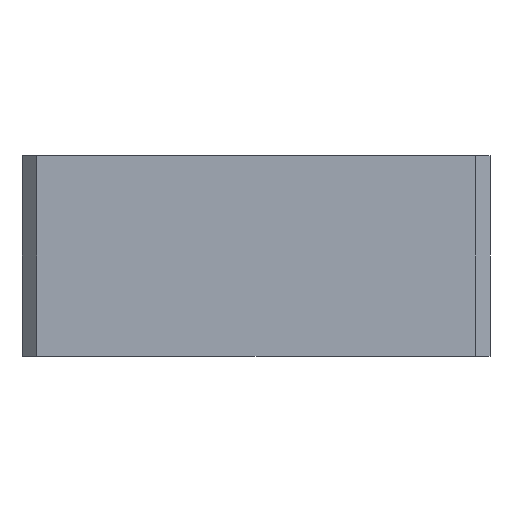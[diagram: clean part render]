
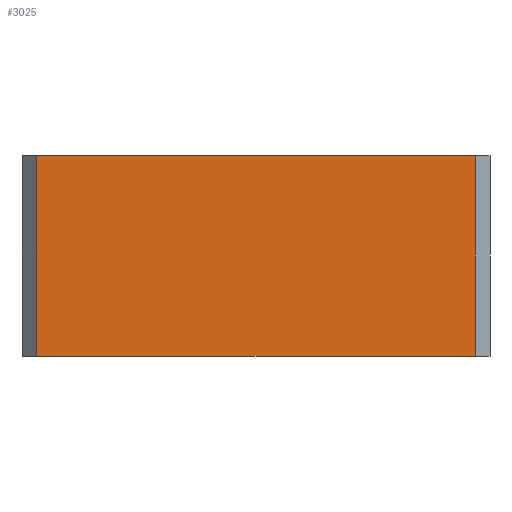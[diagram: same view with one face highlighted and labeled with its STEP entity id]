
A CAD part, front view. The second image highlights one B-rep face of the part: STEP entity #3025.
In plain terms, the highlighted planar face has unit normal (0, -1, 0).
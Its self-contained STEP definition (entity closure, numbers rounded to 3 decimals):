
#277 = PLANE('',#278);
#278 = AXIS2_PLACEMENT_3D('',#279,#280,#281);
#279 = CARTESIAN_POINT('',(0.,0.,13.7));
#280 = DIRECTION('',(0.,0.,1.));
#281 = DIRECTION('',(1.,0.,-0.));
#506 = PLANE('',#507);
#507 = AXIS2_PLACEMENT_3D('',#508,#509,#510);
#508 = CARTESIAN_POINT('',(0.,0.,0.));
#509 = DIRECTION('',(0.,0.,1.));
#510 = DIRECTION('',(1.,0.,-0.));
#2919 = EDGE_CURVE('',#2920,#2922,#2924,.T.);
#2920 = VERTEX_POINT('',#2921);
#2921 = CARTESIAN_POINT('',(15.,0.,0.));
#2922 = VERTEX_POINT('',#2923);
#2923 = CARTESIAN_POINT('',(15.,0.,13.7));
#2924 = SURFACE_CURVE('',#2925,(#2929,#2941),.PCURVE_S1.);
#2925 = LINE('',#2926,#2927);
#2926 = CARTESIAN_POINT('',(15.,0.,6.85));
#2927 = VECTOR('',#2928,1.);
#2928 = DIRECTION('',(0.,0.,1.));
#2929 = PCURVE('',#2930,#2935);
#2930 = PLANE('',#2931);
#2931 = AXIS2_PLACEMENT_3D('',#2932,#2933,#2934);
#2932 = CARTESIAN_POINT('',(15.,0.,-2.74));
#2933 = DIRECTION('',(-0.707,0.707,0.));
#2934 = DIRECTION('',(0.,0.,1.));
#2935 = DEFINITIONAL_REPRESENTATION('',(#2936),#2940);
#2936 = LINE('',#2937,#2938);
#2937 = CARTESIAN_POINT('',(9.59,0.));
#2938 = VECTOR('',#2939,1.);
#2939 = DIRECTION('',(1.,0.));
#2940 = ( GEOMETRIC_REPRESENTATION_CONTEXT(2) 
PARAMETRIC_REPRESENTATION_CONTEXT() REPRESENTATION_CONTEXT('2D SPACE',''
  ) );
#2941 = PCURVE('',#2942,#2947);
#2942 = PLANE('',#2943);
#2943 = AXIS2_PLACEMENT_3D('',#2944,#2945,#2946);
#2944 = CARTESIAN_POINT('',(-16.,0.,0.));
#2945 = DIRECTION('',(0.,-1.,0.));
#2946 = DIRECTION('',(1.,0.,0.));
#2947 = DEFINITIONAL_REPRESENTATION('',(#2948),#2952);
#2948 = LINE('',#2949,#2950);
#2949 = CARTESIAN_POINT('',(31.,6.85));
#2950 = VECTOR('',#2951,1.);
#2951 = DIRECTION('',(0.,1.));
#2952 = ( GEOMETRIC_REPRESENTATION_CONTEXT(2) 
PARAMETRIC_REPRESENTATION_CONTEXT() REPRESENTATION_CONTEXT('2D SPACE',''
  ) );
#3025 = ADVANCED_FACE('',(#3026),#2942,.T.);
#3026 = FACE_BOUND('',#3027,.T.);
#3027 = EDGE_LOOP('',(#3028,#3051,#3079,#3100));
#3028 = ORIENTED_EDGE('',*,*,#3029,.F.);
#3029 = EDGE_CURVE('',#3030,#2922,#3032,.T.);
#3030 = VERTEX_POINT('',#3031);
#3031 = CARTESIAN_POINT('',(-15.,0.,13.7));
#3032 = SURFACE_CURVE('',#3033,(#3037,#3044),.PCURVE_S1.);
#3033 = LINE('',#3034,#3035);
#3034 = CARTESIAN_POINT('',(0.,0.,13.7));
#3035 = VECTOR('',#3036,1.);
#3036 = DIRECTION('',(1.,0.,0.));
#3037 = PCURVE('',#2942,#3038);
#3038 = DEFINITIONAL_REPRESENTATION('',(#3039),#3043);
#3039 = LINE('',#3040,#3041);
#3040 = CARTESIAN_POINT('',(16.,13.7));
#3041 = VECTOR('',#3042,1.);
#3042 = DIRECTION('',(1.,0.));
#3043 = ( GEOMETRIC_REPRESENTATION_CONTEXT(2) 
PARAMETRIC_REPRESENTATION_CONTEXT() REPRESENTATION_CONTEXT('2D SPACE',''
  ) );
#3044 = PCURVE('',#277,#3045);
#3045 = DEFINITIONAL_REPRESENTATION('',(#3046),#3050);
#3046 = LINE('',#3047,#3048);
#3047 = CARTESIAN_POINT('',(0.,0.));
#3048 = VECTOR('',#3049,1.);
#3049 = DIRECTION('',(1.,0.));
#3050 = ( GEOMETRIC_REPRESENTATION_CONTEXT(2) 
PARAMETRIC_REPRESENTATION_CONTEXT() REPRESENTATION_CONTEXT('2D SPACE',''
  ) );
#3051 = ORIENTED_EDGE('',*,*,#3052,.T.);
#3052 = EDGE_CURVE('',#3030,#3053,#3055,.T.);
#3053 = VERTEX_POINT('',#3054);
#3054 = CARTESIAN_POINT('',(-15.,0.,0.));
#3055 = SURFACE_CURVE('',#3056,(#3060,#3067),.PCURVE_S1.);
#3056 = LINE('',#3057,#3058);
#3057 = CARTESIAN_POINT('',(-15.,0.,6.85));
#3058 = VECTOR('',#3059,1.);
#3059 = DIRECTION('',(0.,0.,-1.));
#3060 = PCURVE('',#2942,#3061);
#3061 = DEFINITIONAL_REPRESENTATION('',(#3062),#3066);
#3062 = LINE('',#3063,#3064);
#3063 = CARTESIAN_POINT('',(1.,6.85));
#3064 = VECTOR('',#3065,1.);
#3065 = DIRECTION('',(0.,-1.));
#3066 = ( GEOMETRIC_REPRESENTATION_CONTEXT(2) 
PARAMETRIC_REPRESENTATION_CONTEXT() REPRESENTATION_CONTEXT('2D SPACE',''
  ) );
#3067 = PCURVE('',#3068,#3073);
#3068 = PLANE('',#3069);
#3069 = AXIS2_PLACEMENT_3D('',#3070,#3071,#3072);
#3070 = CARTESIAN_POINT('',(-15.,0.,16.44));
#3071 = DIRECTION('',(0.707,0.707,0.));
#3072 = DIRECTION('',(0.,0.,-1.));
#3073 = DEFINITIONAL_REPRESENTATION('',(#3074),#3078);
#3074 = LINE('',#3075,#3076);
#3075 = CARTESIAN_POINT('',(9.59,0.));
#3076 = VECTOR('',#3077,1.);
#3077 = DIRECTION('',(1.,0.));
#3078 = ( GEOMETRIC_REPRESENTATION_CONTEXT(2) 
PARAMETRIC_REPRESENTATION_CONTEXT() REPRESENTATION_CONTEXT('2D SPACE',''
  ) );
#3079 = ORIENTED_EDGE('',*,*,#3080,.T.);
#3080 = EDGE_CURVE('',#3053,#2920,#3081,.T.);
#3081 = SURFACE_CURVE('',#3082,(#3086,#3093),.PCURVE_S1.);
#3082 = LINE('',#3083,#3084);
#3083 = CARTESIAN_POINT('',(0.,0.,0.));
#3084 = VECTOR('',#3085,1.);
#3085 = DIRECTION('',(1.,0.,0.));
#3086 = PCURVE('',#2942,#3087);
#3087 = DEFINITIONAL_REPRESENTATION('',(#3088),#3092);
#3088 = LINE('',#3089,#3090);
#3089 = CARTESIAN_POINT('',(16.,0.));
#3090 = VECTOR('',#3091,1.);
#3091 = DIRECTION('',(1.,0.));
#3092 = ( GEOMETRIC_REPRESENTATION_CONTEXT(2) 
PARAMETRIC_REPRESENTATION_CONTEXT() REPRESENTATION_CONTEXT('2D SPACE',''
  ) );
#3093 = PCURVE('',#506,#3094);
#3094 = DEFINITIONAL_REPRESENTATION('',(#3095),#3099);
#3095 = LINE('',#3096,#3097);
#3096 = CARTESIAN_POINT('',(0.,0.));
#3097 = VECTOR('',#3098,1.);
#3098 = DIRECTION('',(1.,0.));
#3099 = ( GEOMETRIC_REPRESENTATION_CONTEXT(2) 
PARAMETRIC_REPRESENTATION_CONTEXT() REPRESENTATION_CONTEXT('2D SPACE',''
  ) );
#3100 = ORIENTED_EDGE('',*,*,#2919,.T.);
